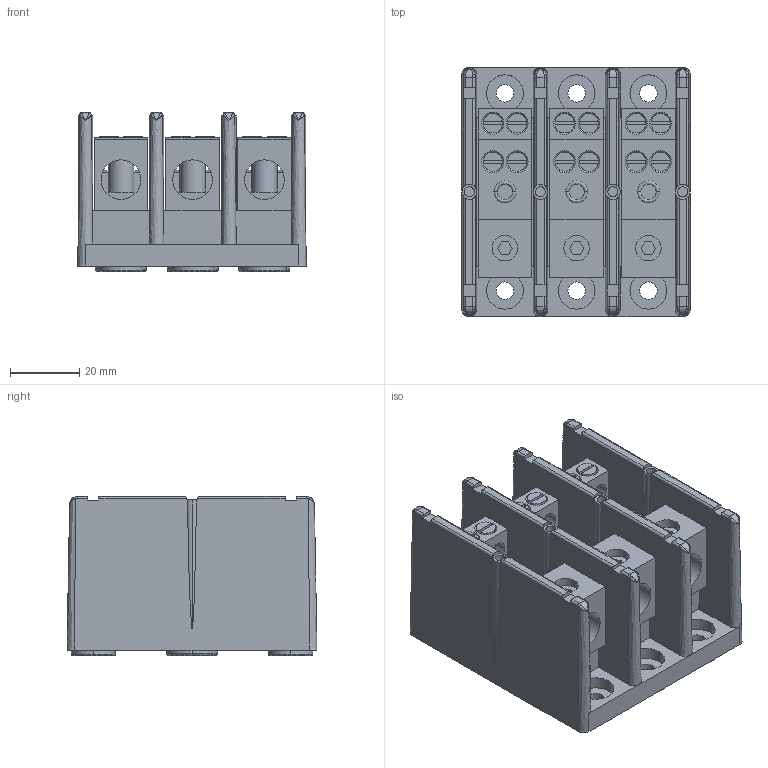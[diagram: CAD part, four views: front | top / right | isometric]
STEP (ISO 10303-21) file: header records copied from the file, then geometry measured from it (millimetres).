
FILE_DESCRIPTION (( 'STEP AP203' ), '1' );
FILE_NAME ('PB1043.STEP', '2021-04-22T15:37:46', ( '' ), ( '' ), 'SwSTEP 2.0', 'SolidWorks 2021', '' );
FILE_SCHEMA (( 'CONFIG_CONTROL_DESIGN' ));
Length unit declared in the file: inch
Products named in the file (1): PB1043
Bounding box: 66.15 x 72.36 x 46.04 mm (x, y, z)
Volume: 112804.8 mm3; surface area: 55880.2 mm2
Topology: 22 solids, 22 shells, 604 faces, 1520 edges, 978 vertices
Faces by surface type: plane 280, cylinder 224, bspline 64, cone 24, torus 12
Entity records: 23894 total; most frequent: CARTESIAN_POINT 9725, ORIENTED_EDGE 3008, DIRECTION 2780, EDGE_CURVE 1504, AXIS2_PLACEMENT_3D 1022, VERTEX_POINT 978, VECTOR 736, LINE 736
